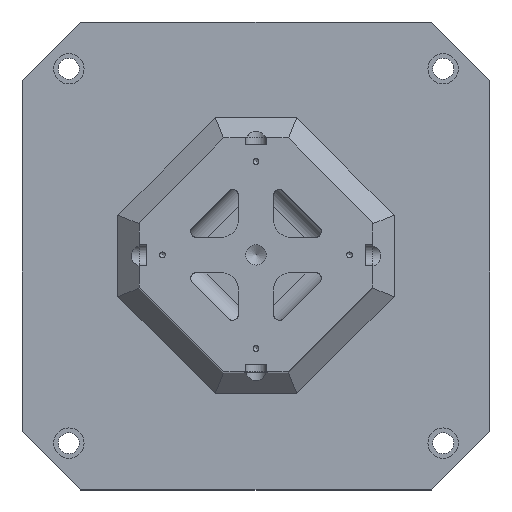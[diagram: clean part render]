
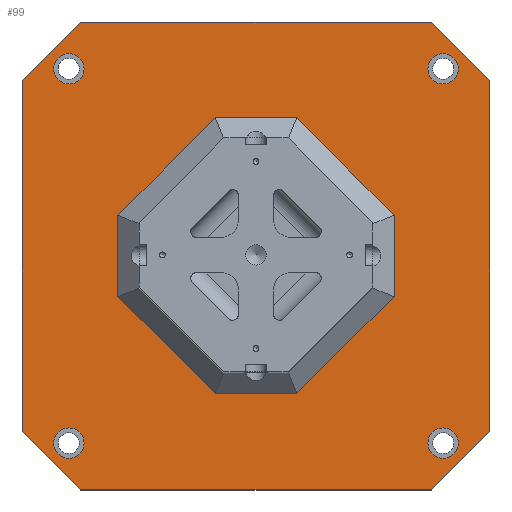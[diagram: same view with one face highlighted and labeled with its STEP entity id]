
A CAD part, top view. The second image highlights one B-rep face of the part: STEP entity #99.
In plain terms, the highlighted planar face has unit normal (0, 0, 1).
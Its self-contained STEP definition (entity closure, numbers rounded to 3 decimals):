
#99 = ADVANCED_FACE( '', ( #443, #444, #445, #446, #447, #448 ), #449, .T. );
#443 = FACE_BOUND( '', #1151, .T. );
#444 = FACE_BOUND( '', #1152, .T. );
#445 = FACE_BOUND( '', #1153, .T. );
#446 = FACE_BOUND( '', #1154, .T. );
#447 = FACE_BOUND( '', #1155, .T. );
#448 = FACE_OUTER_BOUND( '', #1156, .T. );
#449 = PLANE( '', #1157 );
#1151 = EDGE_LOOP( '', ( #2070 ) );
#1152 = EDGE_LOOP( '', ( #2071 ) );
#1153 = EDGE_LOOP( '', ( #2072 ) );
#1154 = EDGE_LOOP( '', ( #2073 ) );
#1155 = EDGE_LOOP( '', ( #2074, #2075, #2076, #2077, #2078, #2079, #2080, #2081 ) );
#1156 = EDGE_LOOP( '', ( #2082, #2083, #2084, #2085, #2086, #2087, #2088, #2089 ) );
#1157 = AXIS2_PLACEMENT_3D( '', #2090, #2091, #2092 );
#2070 = ORIENTED_EDGE( '', *, *, #3674, .T. );
#2071 = ORIENTED_EDGE( '', *, *, #3675, .T. );
#2072 = ORIENTED_EDGE( '', *, *, #3676, .T. );
#2073 = ORIENTED_EDGE( '', *, *, #3677, .T. );
#2074 = ORIENTED_EDGE( '', *, *, #3678, .T. );
#2075 = ORIENTED_EDGE( '', *, *, #3679, .T. );
#2076 = ORIENTED_EDGE( '', *, *, #3680, .T. );
#2077 = ORIENTED_EDGE( '', *, *, #3681, .T. );
#2078 = ORIENTED_EDGE( '', *, *, #3598, .T. );
#2079 = ORIENTED_EDGE( '', *, *, #3682, .T. );
#2080 = ORIENTED_EDGE( '', *, *, #3683, .T. );
#2081 = ORIENTED_EDGE( '', *, *, #3684, .T. );
#2082 = ORIENTED_EDGE( '', *, *, #3685, .T. );
#2083 = ORIENTED_EDGE( '', *, *, #3686, .T. );
#2084 = ORIENTED_EDGE( '', *, *, #3687, .T. );
#2085 = ORIENTED_EDGE( '', *, *, #3464, .T. );
#2086 = ORIENTED_EDGE( '', *, *, #3569, .T. );
#2087 = ORIENTED_EDGE( '', *, *, #3688, .T. );
#2088 = ORIENTED_EDGE( '', *, *, #3689, .T. );
#2089 = ORIENTED_EDGE( '', *, *, #3690, .T. );
#2090 = CARTESIAN_POINT( '', ( -200., -200., 40. ) );
#2091 = DIRECTION( '', ( 0., 0., 1. ) );
#2092 = DIRECTION( '', ( 1., 0., 0. ) );
#3464 = EDGE_CURVE( '', #3962, #3963, #3964, .F. );
#3569 = EDGE_CURVE( '', #3963, #4158, #4160, .T. );
#3598 = EDGE_CURVE( '', #4214, #4211, #4215, .T. );
#3674 = EDGE_CURVE( '', #4353, #4353, #4354, .T. );
#3675 = EDGE_CURVE( '', #4355, #4355, #4356, .T. );
#3676 = EDGE_CURVE( '', #4357, #4357, #4358, .T. );
#3677 = EDGE_CURVE( '', #4359, #4359, #4360, .T. );
#3678 = EDGE_CURVE( '', #4361, #4362, #4363, .T. );
#3679 = EDGE_CURVE( '', #4362, #4364, #4365, .T. );
#3680 = EDGE_CURVE( '', #4364, #4366, #4367, .T. );
#3681 = EDGE_CURVE( '', #4366, #4214, #4368, .T. );
#3682 = EDGE_CURVE( '', #4211, #4369, #4370, .T. );
#3683 = EDGE_CURVE( '', #4369, #4371, #4372, .T. );
#3684 = EDGE_CURVE( '', #4371, #4361, #4373, .T. );
#3685 = EDGE_CURVE( '', #4374, #4375, #4376, .T. );
#3686 = EDGE_CURVE( '', #4375, #4377, #4378, .F. );
#3687 = EDGE_CURVE( '', #4377, #3962, #4379, .T. );
#3688 = EDGE_CURVE( '', #4158, #4380, #4381, .F. );
#3689 = EDGE_CURVE( '', #4380, #4382, #4383, .T. );
#3690 = EDGE_CURVE( '', #4382, #4374, #4384, .F. );
#3962 = VERTEX_POINT( '', #4806 );
#3963 = VERTEX_POINT( '', #4807 );
#3964 = LINE( '', #4808, #4809 );
#4158 = VERTEX_POINT( '', #5069 );
#4160 = LINE( '', #5072, #5073 );
#4211 = VERTEX_POINT( '', #5134 );
#4214 = VERTEX_POINT( '', #5138 );
#4215 = LINE( '', #5139, #5140 );
#4353 = VERTEX_POINT( '', #5313 );
#4354 = CIRCLE( '', #5314, 13. );
#4355 = VERTEX_POINT( '', #5315 );
#4356 = CIRCLE( '', #5316, 13. );
#4357 = VERTEX_POINT( '', #5317 );
#4358 = CIRCLE( '', #5318, 13. );
#4359 = VERTEX_POINT( '', #5319 );
#4360 = CIRCLE( '', #5320, 13. );
#4361 = VERTEX_POINT( '', #5321 );
#4362 = VERTEX_POINT( '', #5322 );
#4363 = LINE( '', #5323, #5324 );
#4364 = VERTEX_POINT( '', #5325 );
#4365 = LINE( '', #5326, #5327 );
#4366 = VERTEX_POINT( '', #5328 );
#4367 = LINE( '', #5329, #5330 );
#4368 = LINE( '', #5331, #5332 );
#4369 = VERTEX_POINT( '', #5333 );
#4370 = LINE( '', #5334, #5335 );
#4371 = VERTEX_POINT( '', #5336 );
#4372 = LINE( '', #5337, #5338 );
#4373 = LINE( '', #5339, #5340 );
#4374 = VERTEX_POINT( '', #5341 );
#4375 = VERTEX_POINT( '', #5342 );
#4376 = LINE( '', #5343, #5344 );
#4377 = VERTEX_POINT( '', #5345 );
#4378 = LINE( '', #5346, #5347 );
#4379 = LINE( '', #5348, #5349 );
#4380 = VERTEX_POINT( '', #5350 );
#4381 = LINE( '', #5351, #5352 );
#4382 = VERTEX_POINT( '', #5353 );
#4383 = LINE( '', #5354, #5355 );
#4384 = LINE( '', #5356, #5357 );
#4806 = CARTESIAN_POINT( '', ( -150., 200., 40. ) );
#4807 = CARTESIAN_POINT( '', ( -200., 150., 40. ) );
#4808 = CARTESIAN_POINT( '', ( -375., -25., 40. ) );
#4809 = VECTOR( '', #6074, 1000. );
#5069 = CARTESIAN_POINT( '', ( -200., -150., 40. ) );
#5072 = CARTESIAN_POINT( '', ( -200., 200., 40. ) );
#5073 = VECTOR( '', #6250, 1000. );
#5134 = CARTESIAN_POINT( '', ( 118., 34.956, 40. ) );
#5138 = CARTESIAN_POINT( '', ( 34.956, 118., 40. ) );
#5139 = CARTESIAN_POINT( '', ( 112.728, 40.228, 40. ) );
#5140 = VECTOR( '', #6313, 1000. );
#5313 = CARTESIAN_POINT( '', ( -160., 147., 40. ) );
#5314 = AXIS2_PLACEMENT_3D( '', #6469, #6470, #6471 );
#5315 = CARTESIAN_POINT( '', ( -160., -173., 40. ) );
#5316 = AXIS2_PLACEMENT_3D( '', #6472, #6473, #6474 );
#5317 = CARTESIAN_POINT( '', ( 160., -173., 40. ) );
#5318 = AXIS2_PLACEMENT_3D( '', #6475, #6476, #6477 );
#5319 = CARTESIAN_POINT( '', ( 160., 147., 40. ) );
#5320 = AXIS2_PLACEMENT_3D( '', #6478, #6479, #6480 );
#5321 = CARTESIAN_POINT( '', ( -34.956, -118., 40. ) );
#5322 = CARTESIAN_POINT( '', ( -118., -34.956, 40. ) );
#5323 = CARTESIAN_POINT( '', ( -112.728, -40.228, 40. ) );
#5324 = VECTOR( '', #6481, 1000. );
#5325 = CARTESIAN_POINT( '', ( -118., 34.956, 40. ) );
#5326 = CARTESIAN_POINT( '', ( -118., 27.5, 40. ) );
#5327 = VECTOR( '', #6482, 1000. );
#5328 = CARTESIAN_POINT( '', ( -34.956, 118., 40. ) );
#5329 = CARTESIAN_POINT( '', ( -40.228, 112.728, 40. ) );
#5330 = VECTOR( '', #6483, 1000. );
#5331 = CARTESIAN_POINT( '', ( 27.5, 118., 40. ) );
#5332 = VECTOR( '', #6484, 1000. );
#5333 = CARTESIAN_POINT( '', ( 118., -34.956, 40. ) );
#5334 = CARTESIAN_POINT( '', ( 118., -27.5, 40. ) );
#5335 = VECTOR( '', #6485, 1000. );
#5336 = CARTESIAN_POINT( '', ( 34.956, -118., 40. ) );
#5337 = CARTESIAN_POINT( '', ( 40.228, -112.728, 40. ) );
#5338 = VECTOR( '', #6486, 1000. );
#5339 = CARTESIAN_POINT( '', ( -27.5, -118., 40. ) );
#5340 = VECTOR( '', #6487, 1000. );
#5341 = CARTESIAN_POINT( '', ( 200., -150., 40. ) );
#5342 = CARTESIAN_POINT( '', ( 200., 150., 40. ) );
#5343 = CARTESIAN_POINT( '', ( 200., -200., 40. ) );
#5344 = VECTOR( '', #6488, 1000. );
#5345 = CARTESIAN_POINT( '', ( 150., 200., 40. ) );
#5346 = CARTESIAN_POINT( '', ( 175., 175., 40. ) );
#5347 = VECTOR( '', #6489, 1000. );
#5348 = CARTESIAN_POINT( '', ( 200., 200., 40. ) );
#5349 = VECTOR( '', #6490, 1000. );
#5350 = CARTESIAN_POINT( '', ( -150., -200., 40. ) );
#5351 = CARTESIAN_POINT( '', ( -175., -175., 40. ) );
#5352 = VECTOR( '', #6491, 1000. );
#5353 = CARTESIAN_POINT( '', ( 150., -200., 40. ) );
#5354 = CARTESIAN_POINT( '', ( -200., -200., 40. ) );
#5355 = VECTOR( '', #6492, 1000. );
#5356 = CARTESIAN_POINT( '', ( -25., -375., 40. ) );
#5357 = VECTOR( '', #6493, 1000. );
#6074 = DIRECTION( '', ( 0.707, 0.707, 0. ) );
#6250 = DIRECTION( '', ( 0., -1., 0. ) );
#6313 = DIRECTION( '', ( 0.707, -0.707, 0. ) );
#6469 = CARTESIAN_POINT( '', ( -160., 160., 40. ) );
#6470 = DIRECTION( '', ( 0., 0., -1. ) );
#6471 = DIRECTION( '', ( 0., -1., 0. ) );
#6472 = CARTESIAN_POINT( '', ( -160., -160., 40. ) );
#6473 = DIRECTION( '', ( 0., 0., -1. ) );
#6474 = DIRECTION( '', ( 0., -1., 0. ) );
#6475 = CARTESIAN_POINT( '', ( 160., -160., 40. ) );
#6476 = DIRECTION( '', ( 0., 0., -1. ) );
#6477 = DIRECTION( '', ( 0., -1., 0. ) );
#6478 = CARTESIAN_POINT( '', ( 160., 160., 40. ) );
#6479 = DIRECTION( '', ( 0., 0., -1. ) );
#6480 = DIRECTION( '', ( 0., -1., 0. ) );
#6481 = DIRECTION( '', ( -0.707, 0.707, 0. ) );
#6482 = DIRECTION( '', ( 0., 1., 0. ) );
#6483 = DIRECTION( '', ( 0.707, 0.707, 0. ) );
#6484 = DIRECTION( '', ( 1., 0., 0. ) );
#6485 = DIRECTION( '', ( 0., -1., 0. ) );
#6486 = DIRECTION( '', ( -0.707, -0.707, 0. ) );
#6487 = DIRECTION( '', ( -1., 0., 0. ) );
#6488 = DIRECTION( '', ( 0., 1., 0. ) );
#6489 = DIRECTION( '', ( 0.707, -0.707, 0. ) );
#6490 = DIRECTION( '', ( -1., 0., 0. ) );
#6491 = DIRECTION( '', ( -0.707, 0.707, 0. ) );
#6492 = DIRECTION( '', ( 1., 0., 0. ) );
#6493 = DIRECTION( '', ( -0.707, -0.707, 0. ) );
